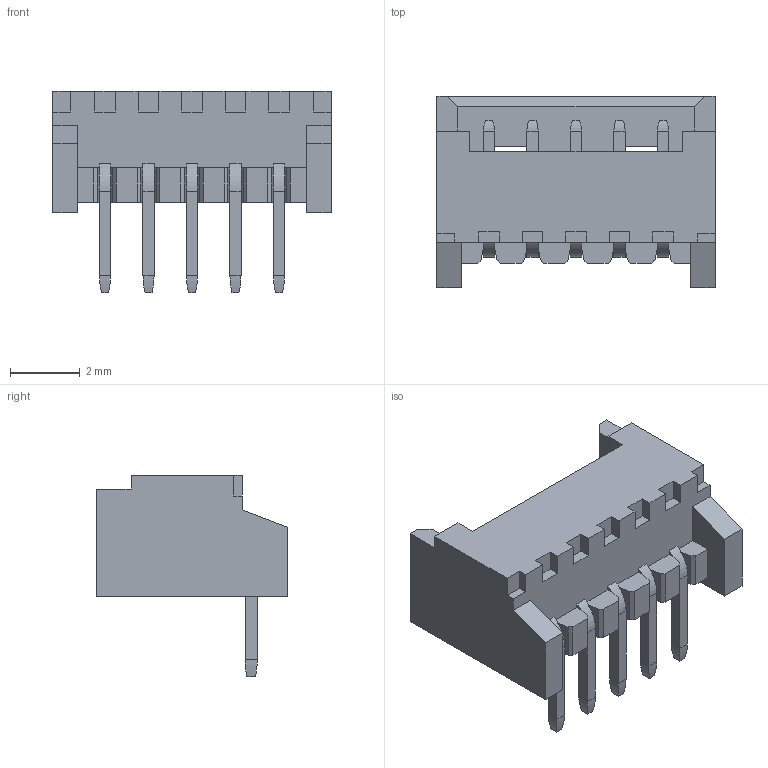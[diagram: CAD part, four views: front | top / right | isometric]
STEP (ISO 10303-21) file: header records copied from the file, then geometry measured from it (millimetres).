
FILE_DESCRIPTION((''),'2;1');
FILE_NAME('530480510','2016-08-16T',('rlalsangi'),(''),'PRO/ENGINEER BY PARAMETRIC TECHNOLOGY CORPORATION, 2012310','PRO/ENGINEER BY PARAMETRIC TECHNOLOGY CORPORATION, 2012310','');
FILE_SCHEMA(('CONFIG_CONTROL_DESIGN'));
Length unit declared in the file: millimetre
Products named in the file (1): 530480510
Bounding box: 8 x 5.5 x 5.8 mm (x, y, z)
Volume: 63.5 mm3; surface area: 247.3 mm2
Topology: 1 solids, 1 shells, 213 faces, 562 edges, 356 vertices
Faces by surface type: plane 168, bspline 40, cylinder 5
Entity records: 7428 total; most frequent: CARTESIAN_POINT 2322, ORIENTED_EDGE 1104, DIRECTION 900, EDGE_CURVE 552, VECTOR 492, LINE 492, VERTEX_POINT 346, EDGE_LOOP 222
